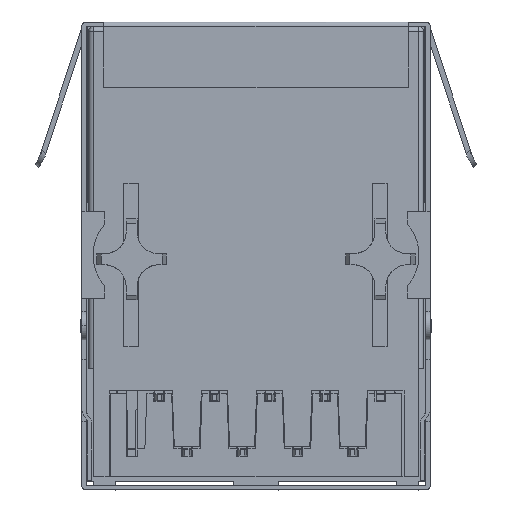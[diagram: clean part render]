
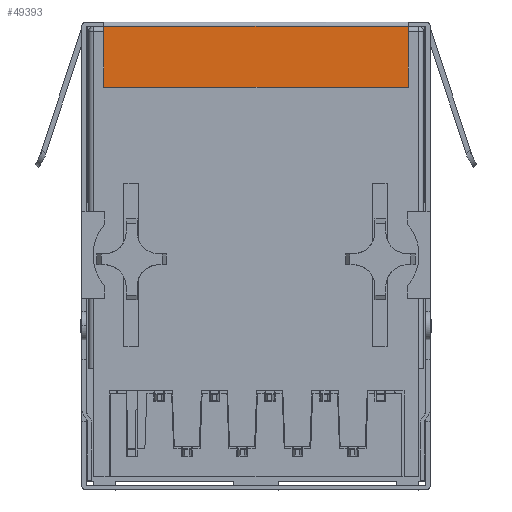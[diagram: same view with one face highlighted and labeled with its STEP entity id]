
A CAD part, front view. The second image highlights one B-rep face of the part: STEP entity #49393.
In plain terms, the highlighted planar face has unit normal (0, -1, 0).
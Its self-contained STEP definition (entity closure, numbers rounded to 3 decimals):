
#49385=AXIS2_PLACEMENT_3D('Plane Axis2P3D',#49382,#49383,#49384) ;
#45646=CARTESIAN_POINT('Line Origine',(-14.65,-6.75,-1.6)) ;
#45650=CARTESIAN_POINT('Vertex',(-14.65,-6.75,-0.2)) ;
#45652=CARTESIAN_POINT('Vertex',(-14.65,-6.75,-3.)) ;
#47019=CARTESIAN_POINT('Vertex',(-0.65,-6.75,-0.2)) ;
#47022=CARTESIAN_POINT('Line Origine',(-0.65,-6.75,-1.6)) ;
#47026=CARTESIAN_POINT('Vertex',(-0.65,-6.75,-3.)) ;
#49349=CARTESIAN_POINT('Line Origine',(-7.65,-6.75,-3.)) ;
#49367=CARTESIAN_POINT('Line Origine',(-7.65,-6.75,-0.2)) ;
#49382=CARTESIAN_POINT('Axis2P3D Location',(-0.37,-6.75,-3.056)) ;
#45647=DIRECTION('Vector Direction',(0.,0.,-1.)) ;
#47023=DIRECTION('Vector Direction',(0.,0.,1.)) ;
#49350=DIRECTION('Vector Direction',(1.,0.,0.)) ;
#49368=DIRECTION('Vector Direction',(-1.,0.,0.)) ;
#49383=DIRECTION('Axis2P3D Direction',(0.,1.,-0.)) ;
#49384=DIRECTION('Axis2P3D XDirection',(-1.,0.,0.)) ;
#45648=VECTOR('Line Direction',#45647,1.) ;
#47024=VECTOR('Line Direction',#47023,1.) ;
#49351=VECTOR('Line Direction',#49350,1.) ;
#49369=VECTOR('Line Direction',#49368,1.) ;
#49388=ORIENTED_EDGE('',*,*,#47028,.T.) ;
#49389=ORIENTED_EDGE('',*,*,#49371,.F.) ;
#49390=ORIENTED_EDGE('',*,*,#45654,.T.) ;
#49391=ORIENTED_EDGE('',*,*,#49353,.T.) ;
#49393=ADVANCED_FACE('    MSBR1.1',(#49392),#49386,.F.) ;
#45654=EDGE_CURVE('',#45651,#45653,#45649,.T.) ;
#47028=EDGE_CURVE('',#47027,#47020,#47025,.T.) ;
#49353=EDGE_CURVE('',#45653,#47027,#49352,.T.) ;
#49371=EDGE_CURVE('',#45651,#47020,#49370,.F.) ;
#49387=EDGE_LOOP('',(#49388,#49389,#49390,#49391)) ;
#49392=FACE_OUTER_BOUND('',#49387,.T.) ;
#45649=LINE('Line',#45646,#45648) ;
#47025=LINE('Line',#47022,#47024) ;
#49352=LINE('Line',#49349,#49351) ;
#49370=LINE('Line',#49367,#49369) ;
#49386=PLANE('',#49385) ;
#45651=VERTEX_POINT('',#45650) ;
#45653=VERTEX_POINT('',#45652) ;
#47020=VERTEX_POINT('',#47019) ;
#47027=VERTEX_POINT('',#47026) ;
